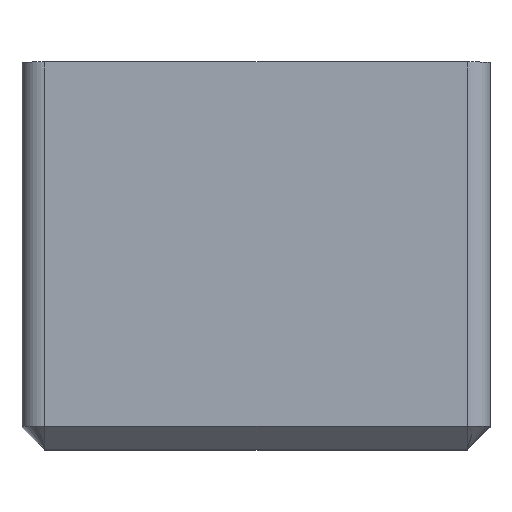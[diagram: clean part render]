
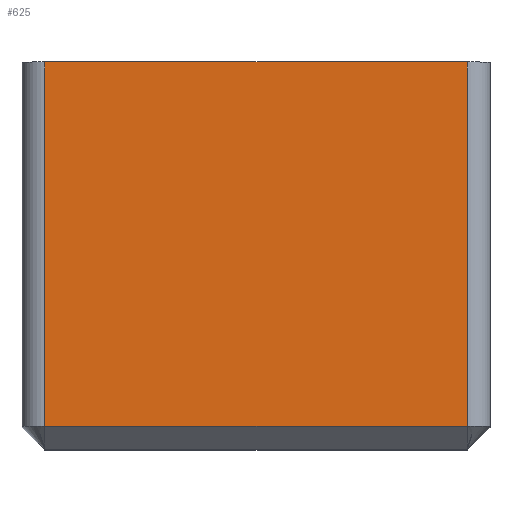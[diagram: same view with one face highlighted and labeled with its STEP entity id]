
A CAD part, top view. The second image highlights one B-rep face of the part: STEP entity #625.
In plain terms, the highlighted planar face has unit normal (0, 0, 1).
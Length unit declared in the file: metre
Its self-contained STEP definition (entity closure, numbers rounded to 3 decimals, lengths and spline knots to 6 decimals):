
#35=LINE('',#934,#111);
#36=LINE('',#940,#112);
#37=LINE('',#943,#113);
#38=LINE('',#944,#114);
#111=VECTOR('',#751,1.);
#112=VECTOR('',#758,1.);
#113=VECTOR('',#759,1.);
#114=VECTOR('',#760,1.);
#195=ORIENTED_EDGE('',*,*,#369,.T.);
#196=ORIENTED_EDGE('',*,*,#370,.T.);
#197=ORIENTED_EDGE('',*,*,#366,.F.);
#198=ORIENTED_EDGE('',*,*,#371,.F.);
#366=EDGE_CURVE('',#453,#454,#35,.T.);
#369=EDGE_CURVE('',#455,#456,#36,.T.);
#370=EDGE_CURVE('',#456,#454,#37,.T.);
#371=EDGE_CURVE('',#455,#453,#38,.T.);
#453=VERTEX_POINT('',#935);
#454=VERTEX_POINT('',#936);
#455=VERTEX_POINT('',#941);
#456=VERTEX_POINT('',#942);
#511=EDGE_LOOP('',(#195,#196,#197,#198));
#555=FACE_BOUND('',#511,.T.);
#596=PLANE('',#682);
#625=ADVANCED_FACE('',(#555),#596,.F.);
#682=AXIS2_PLACEMENT_3D('',#939,#756,#757);
#751=DIRECTION('',(0.,-1.,0.));
#756=DIRECTION('',(0.,0.,-1.));
#757=DIRECTION('',(0.,1.,0.));
#758=DIRECTION('',(0.,-1.,0.));
#759=DIRECTION('',(1.,0.,0.));
#760=DIRECTION('',(1.,0.,0.));
#934=CARTESIAN_POINT('',(0.0147,0.012102,0.013031));
#935=CARTESIAN_POINT('',(0.0147,0.0121,0.013031));
#936=CARTESIAN_POINT('',(0.0147,-0.00075,0.013031));
#939=CARTESIAN_POINT('',(0.00725,0.012102,0.013031));
#940=CARTESIAN_POINT('',(-0.0002,0.012102,0.013031));
#941=CARTESIAN_POINT('',(-0.0002,0.0121,0.013031));
#942=CARTESIAN_POINT('',(-0.0002,-0.00075,0.013031));
#943=CARTESIAN_POINT('',(0.0147,-0.00075,0.013031));
#944=CARTESIAN_POINT('',(0.00725,0.0121,0.013031));
